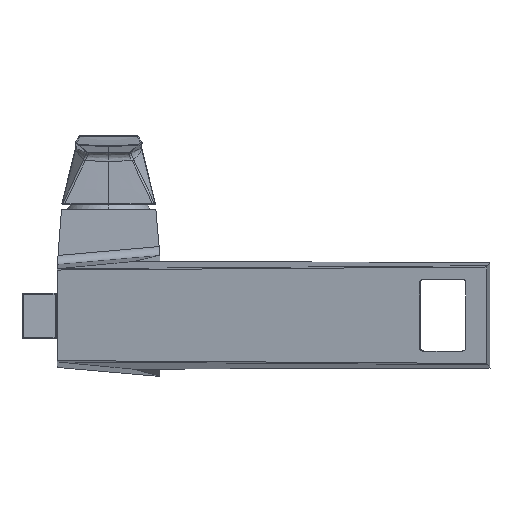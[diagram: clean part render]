
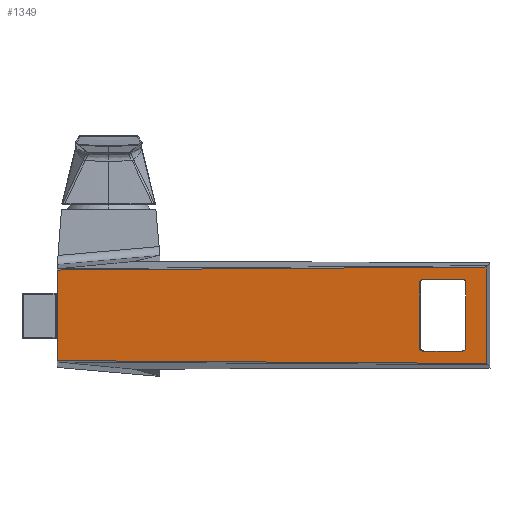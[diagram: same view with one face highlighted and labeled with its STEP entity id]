
A CAD part, top view. The second image highlights one B-rep face of the part: STEP entity #1349.
In plain terms, the highlighted planar face has unit normal (-0.122, 0, 0.993).
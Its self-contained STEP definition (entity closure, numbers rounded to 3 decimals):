
#66=FACE_BOUND('',#4590,.T.);
#181=PLANE('',#8653);
#726=VECTOR('',#8669,42.31);
#728=VECTOR('',#9043,189.839);
#729=VECTOR('',#8672,39.728);
#731=VECTOR('',#9031,189.839);
#734=VECTOR('',#8669,28.393);
#737=VECTOR('',#8694,17.5);
#741=VECTOR('',#8669,28.393);
#743=VECTOR('',#8694,17.5);
#1036=LINE('',#8231,#726);
#1038=LINE('',#8230,#728);
#1039=LINE('',#8233,#729);
#1041=LINE('',#8235,#731);
#1044=LINE('',#8240,#734);
#1047=LINE('',#8243,#737);
#1051=LINE('',#8245,#741);
#1053=LINE('',#8248,#743);
#1349=ADVANCED_FACE('skin#4561',(#1590,#66),#181,.T.);
#1590=FACE_OUTER_BOUND('',#4589,.T.);
#2894=ORIENTED_EDGE('',*,*,#3646,.F.);
#2895=ORIENTED_EDGE('',*,*,#3644,.F.);
#2896=ORIENTED_EDGE('',*,*,#3643,.F.);
#2897=ORIENTED_EDGE('',*,*,#3641,.F.);
#2898=ORIENTED_EDGE('',*,*,#3660,.T.);
#2899=ORIENTED_EDGE('',*,*,#3659,.F.);
#2900=ORIENTED_EDGE('',*,*,#3657,.T.);
#2901=ORIENTED_EDGE('',*,*,#3654,.T.);
#2902=ORIENTED_EDGE('',*,*,#3653,.T.);
#2903=ORIENTED_EDGE('',*,*,#3650,.T.);
#2904=ORIENTED_EDGE('',*,*,#3648,.T.);
#2905=ORIENTED_EDGE('',*,*,#3662,.F.);
#3641=EDGE_CURVE('16',#4326,#4325,#1036,.T.);
#3643=EDGE_CURVE('15',#4325,#4327,#1038,.T.);
#3644=EDGE_CURVE('14',#4327,#4328,#1039,.T.);
#3646=EDGE_CURVE('13',#4328,#4326,#1041,.T.);
#3648=EDGE_CURVE('23',#4330,#4329,#3829,.T.);
#3650=EDGE_CURVE('22',#4331,#4330,#1044,.T.);
#3653=EDGE_CURVE('21',#4332,#4331,#3830,.T.);
#3654=EDGE_CURVE('20',#4333,#4332,#1047,.T.);
#3657=EDGE_CURVE('19',#4334,#4333,#3831,.T.);
#3659=EDGE_CURVE('18',#4334,#4335,#1051,.T.);
#3660=EDGE_CURVE('17',#4336,#4335,#3832,.T.);
#3662=EDGE_CURVE('24',#4336,#4329,#1053,.T.);
#3829=CIRCLE('',#8642,1.5);
#3830=CIRCLE('',#8645,1.5);
#3831=CIRCLE('',#8648,1.5);
#3832=CIRCLE('',#8651,1.5);
#4325=VERTEX_POINT('16',#8230);
#4326=VERTEX_POINT('14',#8231);
#4327=VERTEX_POINT('15',#8233);
#4328=VERTEX_POINT('13',#8235);
#4329=VERTEX_POINT('24',#8237);
#4330=VERTEX_POINT('23',#8238);
#4331=VERTEX_POINT('22',#8240);
#4332=VERTEX_POINT('21',#8241);
#4333=VERTEX_POINT('20',#8243);
#4334=VERTEX_POINT('19',#8245);
#4335=VERTEX_POINT('18',#8246);
#4336=VERTEX_POINT('17',#8248);
#4589=EDGE_LOOP('',(#2894,#2895,#2896,#2897));
#4590=EDGE_LOOP('',(#2898,#2899,#2900,#2901,#2902,#2903,#2904,#2905));
#8230=CARTESIAN_POINT('',(187.34,0.265,223.882));
#8231=CARTESIAN_POINT('',(187.34,42.575,223.882));
#8233=CARTESIAN_POINT('',(-1.079,1.556,200.747));
#8235=CARTESIAN_POINT('',(-1.079,41.284,200.747));
#8237=CARTESIAN_POINT('',(176.573,5.724,222.56));
#8238=CARTESIAN_POINT('',(178.062,7.224,222.742));
#8239=CARTESIAN_POINT('',(176.573,7.224,222.56));
#8240=CARTESIAN_POINT('',(178.062,35.616,222.742));
#8241=CARTESIAN_POINT('',(176.573,37.116,222.56));
#8242=CARTESIAN_POINT('',(176.573,35.616,222.56));
#8243=CARTESIAN_POINT('',(159.203,37.116,220.427));
#8244=CARTESIAN_POINT('',(159.203,35.616,220.427));
#8245=CARTESIAN_POINT('',(157.714,35.616,220.244));
#8246=CARTESIAN_POINT('',(157.714,7.224,220.244));
#8247=CARTESIAN_POINT('',(159.203,7.224,220.427));
#8248=CARTESIAN_POINT('',(159.203,5.724,220.427));
#8249=CARTESIAN_POINT('',(187.34,0.011,223.882));
#8642=AXIS2_PLACEMENT_3D('',#8239,#8696,#8694);
#8645=AXIS2_PLACEMENT_3D('',#8242,#8696,#8672);
#8648=AXIS2_PLACEMENT_3D('',#8244,#8696,#9019);
#8651=AXIS2_PLACEMENT_3D('',#8247,#8696,#8669);
#8653=AXIS2_PLACEMENT_3D('',#8249,#8695,#8672);
#8669=DIRECTION('',(0.,-1.,0.));
#8672=DIRECTION('',(0.,1.,0.));
#8694=DIRECTION('',(0.993,0.,0.122));
#8695=DIRECTION('',(-0.122,0.,0.993));
#8696=DIRECTION('',(0.122,0.,-0.993));
#9019=DIRECTION('',(-0.993,0.,-0.122));
#9031=DIRECTION('',(0.993,0.007,0.122));
#9043=DIRECTION('',(-0.993,0.007,-0.122));
